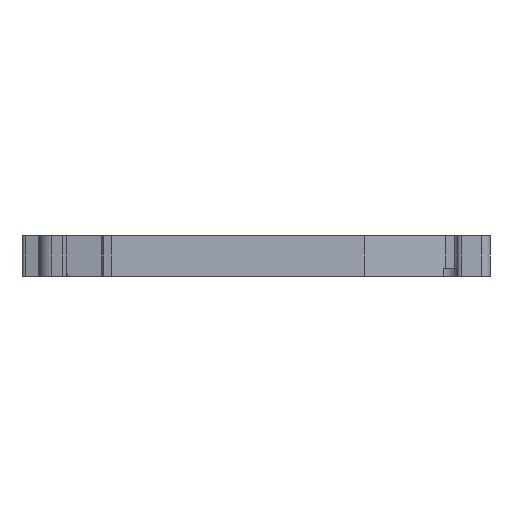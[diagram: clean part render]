
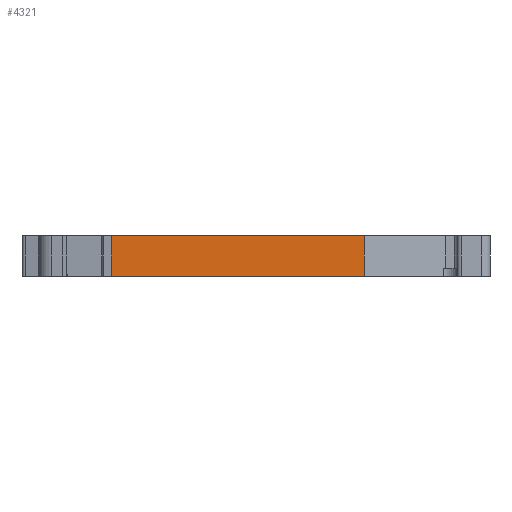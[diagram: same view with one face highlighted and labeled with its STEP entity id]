
A CAD part, left-side view. The second image highlights one B-rep face of the part: STEP entity #4321.
In plain terms, the highlighted planar face has unit normal (-1, 0, 0).
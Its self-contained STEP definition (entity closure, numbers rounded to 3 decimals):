
#47 = CARTESIAN_POINT ( 'NONE',  ( -40.975, 9.115, 5. ) ) ;
#56 = DIRECTION ( 'NONE',  ( 0., 0., -1. ) ) ;
#227 = EDGE_CURVE ( 'NONE', #4239, #7674, #8061, .T. ) ;
#1207 = CARTESIAN_POINT ( 'NONE',  ( -40.975, 40.155, 5. ) ) ;
#1583 = ORIENTED_EDGE ( 'NONE', *, *, #227, .F. ) ;
#1828 = FACE_OUTER_BOUND ( 'NONE', #8509, .T. ) ;
#3236 = VECTOR ( 'NONE', #56, 1000. ) ;
#3393 = LINE ( 'NONE', #47, #3236 ) ;
#3502 = CARTESIAN_POINT ( 'NONE',  ( -40.975, 9.115, 0. ) ) ;
#3614 = ORIENTED_EDGE ( 'NONE', *, *, #8735, .F. ) ;
#3662 = DIRECTION ( 'NONE',  ( 0., -1., 0. ) ) ;
#3911 = DIRECTION ( 'NONE',  ( 0., -1., 0. ) ) ;
#3940 = CARTESIAN_POINT ( 'NONE',  ( -40.975, 40.155, 5. ) ) ;
#3983 = VERTEX_POINT ( 'NONE', #3502 ) ;
#4239 = VERTEX_POINT ( 'NONE', #7969 ) ;
#4321 = ADVANCED_FACE ( 'NONE', ( #1828 ), #7168, .F. ) ;
#4387 = VERTEX_POINT ( 'NONE', #6535 ) ;
#5065 = LINE ( 'NONE', #6208, #5147 ) ;
#5147 = VECTOR ( 'NONE', #3662, 1000. ) ;
#6208 = CARTESIAN_POINT ( 'NONE',  ( -40.975, 40.155, 0. ) ) ;
#6316 = AXIS2_PLACEMENT_3D ( 'NONE', #7143, #7124, #7113 ) ;
#6527 = VECTOR ( 'NONE', #8294, 1000. ) ;
#6535 = CARTESIAN_POINT ( 'NONE',  ( -40.975, 40.155, 0. ) ) ;
#6778 = LINE ( 'NONE', #1207, #6527 ) ;
#7113 = DIRECTION ( 'NONE',  ( 0., 0., -1. ) ) ;
#7124 = DIRECTION ( 'NONE',  ( 1., 0., 0. ) ) ;
#7143 = CARTESIAN_POINT ( 'NONE',  ( -40.975, 40.155, 5. ) ) ;
#7152 = CARTESIAN_POINT ( 'NONE',  ( -40.975, 9.115, 5. ) ) ;
#7168 = PLANE ( 'NONE',  #6316 ) ;
#7192 = ORIENTED_EDGE ( 'NONE', *, *, #8169, .T. ) ;
#7674 = VERTEX_POINT ( 'NONE', #7152 ) ;
#7726 = ORIENTED_EDGE ( 'NONE', *, *, #8416, .T. ) ;
#7969 = CARTESIAN_POINT ( 'NONE',  ( -40.975, 40.155, 5. ) ) ;
#8057 = VECTOR ( 'NONE', #3911, 1000. ) ;
#8061 = LINE ( 'NONE', #3940, #8057 ) ;
#8169 = EDGE_CURVE ( 'NONE', #4239, #4387, #6778, .T. ) ;
#8294 = DIRECTION ( 'NONE',  ( 0., 0., -1. ) ) ;
#8416 = EDGE_CURVE ( 'NONE', #4387, #3983, #5065, .T. ) ;
#8509 = EDGE_LOOP ( 'NONE', ( #7726, #3614, #1583, #7192 ) ) ;
#8735 = EDGE_CURVE ( 'NONE', #7674, #3983, #3393, .T. ) ;
